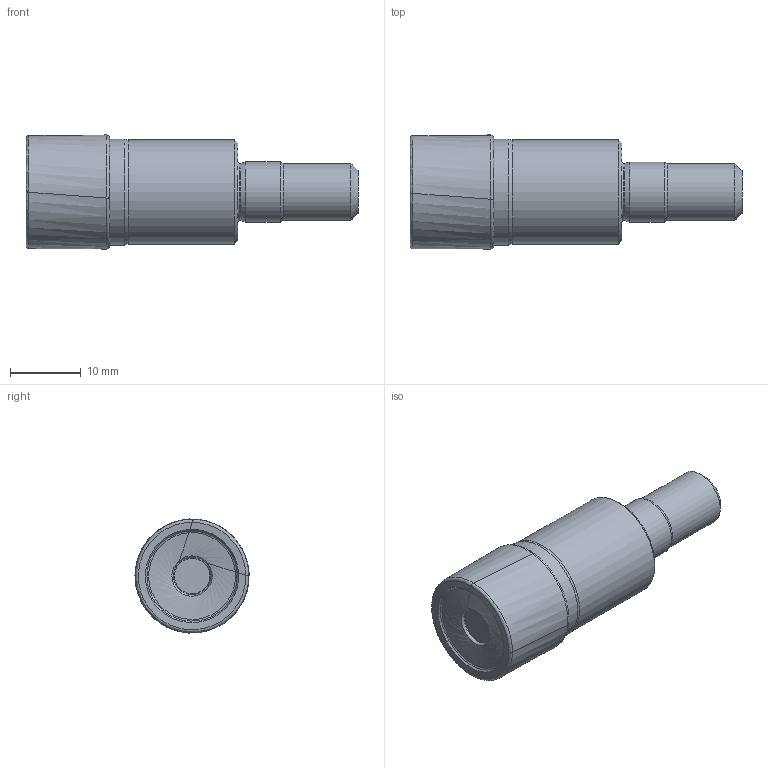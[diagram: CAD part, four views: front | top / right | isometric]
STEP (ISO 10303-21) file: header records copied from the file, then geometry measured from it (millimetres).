
FILE_DESCRIPTION(/* description */ (''),/* implementation_level */ '2;1');
FILE_NAME(/* name */ 'AEM90-AP11-D16-M08-L30-Z02-H.stp',/* time_stamp */ '2023-10-19T09:06:08+03:00',/* author */ (''),/* organization */ (''),/* preprocessor_version */ 'ST-DEVELOPER v19.4',/* originating_system */ 'SIEMENS PLM Software NX2306.5001',/* authorisation */ '');
FILE_SCHEMA (('AUTOMOTIVE_DESIGN { 1 0 10303 214 3 1 1 1 }'));
Length unit declared in the file: millimetre
Products named in the file (1): AEM90-AP11-D16-M08-L30-Z02-H-LIGHT_x_t_objects
Bounding box: 46.97 x 16.14 x 16.14 mm (x, y, z)
Volume: 7902.8 mm3; surface area: 3186.3 mm2
Topology: 2 solids, 2 shells, 46 faces, 88 edges, 45 vertices
Faces by surface type: bspline 28, cone 8, cylinder 5, plane 3, torus 2
Full cylindrical faces by diameter (mm): 8 x1, 8.1 x1, 8.5 x1, 14.75 x1, 15 x1
Entity records: 1408 total; most frequent: CARTESIAN_POINT 577, DIRECTION 168, ORIENTED_EDGE 146, AXIS2_PLACEMENT_3D 76, EDGE_CURVE 73, EDGE_LOOP 62, ADVANCED_FACE 46, VERTEX_POINT 45
